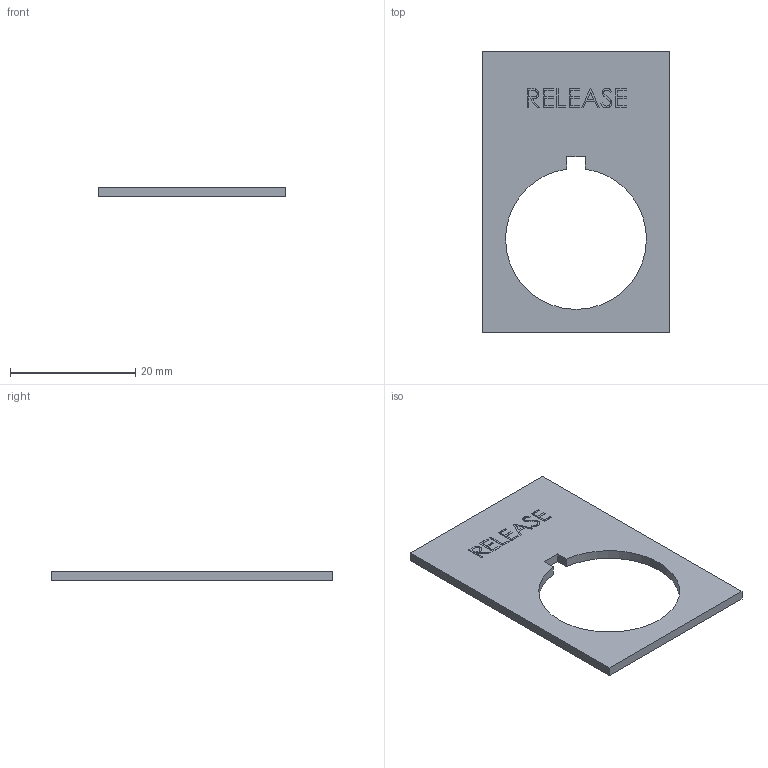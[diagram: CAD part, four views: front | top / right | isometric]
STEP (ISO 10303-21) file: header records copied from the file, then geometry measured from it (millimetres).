
FILE_DESCRIPTION (( 'STEP AP214' ), '1' );
FILE_NAME ('ECX1670-B54.step', '2018-10-09T17:06:21', ( '' ), ( '' ), 'SwSTEP 2.0', 'SolidWorks 2017', '' );
FILE_SCHEMA (( 'AUTOMOTIVE_DESIGN' ));
Length unit declared in the file: inch
Products named in the file (1): ECX1670-B54
Bounding box: 30 x 45 x 1.5 mm (x, y, z)
Volume: 1419.7 mm3; surface area: 2232.7 mm2
Topology: 1 solids, 1 shells, 107 faces, 288 edges, 192 vertices
Faces by surface type: plane 84, bspline 20, cylinder 3
Entity records: 5477 total; most frequent: CARTESIAN_POINT 1664, ORIENTED_EDGE 576, DIRECTION 430, EDGE_CURVE 288, LINE 242, VECTOR 242, VERTEX_POINT 192, EDGE_LOOP 118
